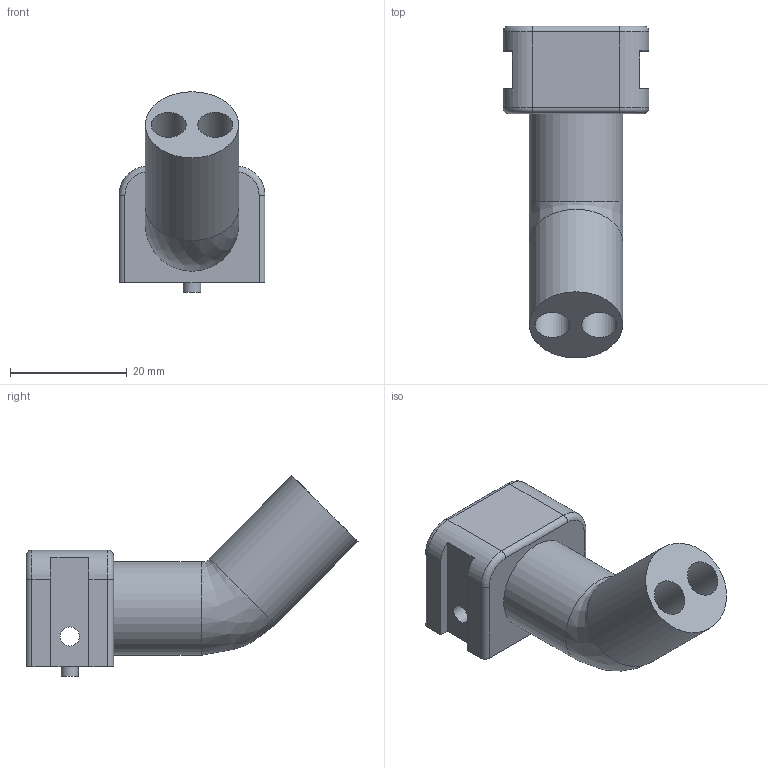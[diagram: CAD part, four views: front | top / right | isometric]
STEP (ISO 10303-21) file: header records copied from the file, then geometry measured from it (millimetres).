
FILE_DESCRIPTION(('FreeCAD Model'),'2;1');
FILE_NAME('Open CASCADE Shape Model','2021-07-02T07:56:20',('Author'),( ''),'Open CASCADE STEP processor 7.5','FreeCAD','Unknown');
FILE_SCHEMA(('AUTOMOTIVE_DESIGN_CC2 { 1 2 10303 214 -1 1 5 4 }'));
Length unit declared in the file: millimetre
Products named in the file (2): neck; neck001
Assembly tree (1 placements, depth 2):
  neck
    neck001
Bounding box: 25 x 56.87 x 34.33 mm (x, y, z)
Volume: 12113.2 mm3; surface area: 6731.9 mm2
Topology: 1 solids, 1 shells, 41 faces, 95 edges, 58 vertices
Faces by surface type: plane 16, cylinder 16, torus 4, revolution 3, cone 2
Full cylindrical faces by diameter (mm): 3 x1, 3.3 x1, 6 x4, 16 x2
Entity records: 1228 total; most frequent: DIRECTION 227, CARTESIAN_POINT 201, ORIENTED_EDGE 190, EDGE_CURVE 95, AXIS2_PLACEMENT_3D 88, VERTEX_POINT 58, FACE_BOUND 49, EDGE_LOOP 49
